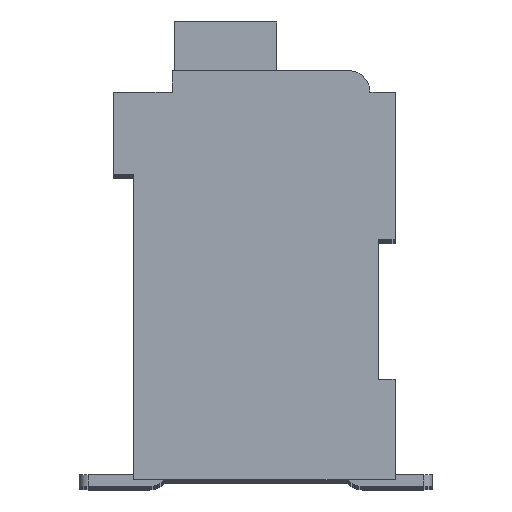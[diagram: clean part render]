
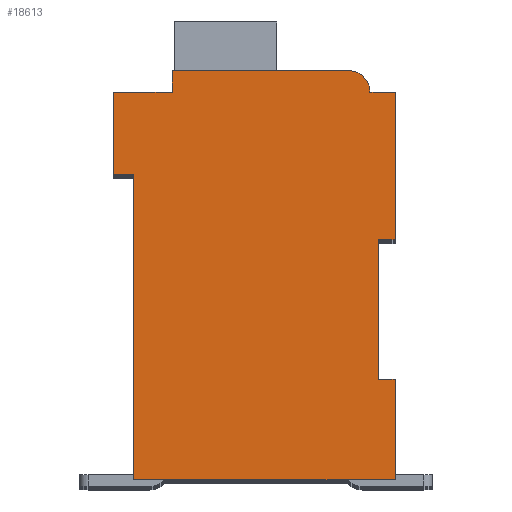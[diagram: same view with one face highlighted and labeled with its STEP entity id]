
A CAD part, top view. The second image highlights one B-rep face of the part: STEP entity #18613.
In plain terms, the highlighted planar face has unit normal (0, 0, 1).
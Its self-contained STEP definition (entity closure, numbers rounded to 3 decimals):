
#4530=DIRECTION('',(1.,0.,0.));
#4531=VECTOR('',#4530,0.5);
#4532=CARTESIAN_POINT('',(7.3,7.15,2.1));
#4533=LINE('',#4532,#4531);
#4534=DIRECTION('',(0.,1.,0.));
#4535=VECTOR('',#4534,4.15);
#4536=CARTESIAN_POINT('',(7.3,3.,2.1));
#4537=LINE('',#4536,#4535);
#4538=DIRECTION('',(-1.,0.,0.));
#4539=VECTOR('',#4538,0.5);
#4540=CARTESIAN_POINT('',(7.8,3.,2.1));
#4541=LINE('',#4540,#4539);
#4542=DIRECTION('',(0.,1.,0.));
#4543=VECTOR('',#4542,3.);
#4544=CARTESIAN_POINT('',(7.8,0.,2.1));
#4545=LINE('',#4544,#4543);
#4546=DIRECTION('',(1.,0.,0.));
#4547=VECTOR('',#4546,7.8);
#4548=CARTESIAN_POINT('',(0.,0.,2.1));
#4549=LINE('',#4548,#4547);
#4550=DIRECTION('',(0.,-1.,0.));
#4551=VECTOR('',#4550,9.1);
#4552=CARTESIAN_POINT('',(0.,9.1,2.1));
#4553=LINE('',#4552,#4551);
#4554=DIRECTION('',(1.,0.,0.));
#4555=VECTOR('',#4554,0.6);
#4556=CARTESIAN_POINT('',(-0.6,9.1,2.1));
#4557=LINE('',#4556,#4555);
#4558=DIRECTION('',(0.,-1.,0.));
#4559=VECTOR('',#4558,2.45);
#4560=CARTESIAN_POINT('',(-0.6,11.55,2.1));
#4561=LINE('',#4560,#4559);
#4562=DIRECTION('',(-1.,0.,0.));
#4563=VECTOR('',#4562,1.75);
#4564=CARTESIAN_POINT('',(1.15,11.55,2.1));
#4565=LINE('',#4564,#4563);
#4566=DIRECTION('',(0.,-1.,0.));
#4567=VECTOR('',#4566,0.65);
#4568=CARTESIAN_POINT('',(1.15,12.2,2.1));
#4569=LINE('',#4568,#4567);
#4570=DIRECTION('',(-1.,0.,0.));
#4571=VECTOR('',#4570,5.25);
#4572=CARTESIAN_POINT('',(6.4,12.2,2.1));
#4573=LINE('',#4572,#4571);
#4574=CARTESIAN_POINT('',(6.4,11.55,2.1));
#4575=DIRECTION('',(0.,0.,1.));
#4576=DIRECTION('',(1.,0.,0.));
#4577=AXIS2_PLACEMENT_3D('',#4574,#4575,#4576);
#4579=DIRECTION('',(-1.,0.,0.));
#4580=VECTOR('',#4579,0.75);
#4581=CARTESIAN_POINT('',(7.8,11.55,2.1));
#4582=LINE('',#4581,#4580);
#4583=DIRECTION('',(0.,1.,0.));
#4584=VECTOR('',#4583,4.4);
#4585=CARTESIAN_POINT('',(7.8,7.15,2.1));
#4586=LINE('',#4585,#4584);
#10783=CARTESIAN_POINT('',(7.3,7.15,2.1));
#10784=CARTESIAN_POINT('',(7.8,7.15,2.1));
#10785=VERTEX_POINT('',#10783);
#10786=VERTEX_POINT('',#10784);
#10787=CARTESIAN_POINT('',(7.8,11.55,2.1));
#10788=VERTEX_POINT('',#10787);
#10789=CARTESIAN_POINT('',(7.05,11.55,2.1));
#10790=VERTEX_POINT('',#10789);
#10791=CARTESIAN_POINT('',(6.4,12.2,2.1));
#10792=VERTEX_POINT('',#10791);
#10793=CARTESIAN_POINT('',(1.15,12.2,2.1));
#10794=VERTEX_POINT('',#10793);
#10795=CARTESIAN_POINT('',(1.15,11.55,2.1));
#10796=VERTEX_POINT('',#10795);
#10797=CARTESIAN_POINT('',(-0.6,11.55,2.1));
#10798=VERTEX_POINT('',#10797);
#10799=CARTESIAN_POINT('',(-0.6,9.1,2.1));
#10800=VERTEX_POINT('',#10799);
#10801=CARTESIAN_POINT('',(0.,9.1,2.1));
#10802=VERTEX_POINT('',#10801);
#10803=CARTESIAN_POINT('',(0.,0.,2.1));
#10804=VERTEX_POINT('',#10803);
#10805=CARTESIAN_POINT('',(7.8,0.,2.1));
#10806=VERTEX_POINT('',#10805);
#10807=CARTESIAN_POINT('',(7.8,3.,2.1));
#10808=VERTEX_POINT('',#10807);
#10809=CARTESIAN_POINT('',(7.3,3.,2.1));
#10810=VERTEX_POINT('',#10809);
#18592=CARTESIAN_POINT('',(0.,0.,2.1));
#18593=DIRECTION('',(0.,0.,1.));
#18594=DIRECTION('',(1.,0.,0.));
#18595=AXIS2_PLACEMENT_3D('',#18592,#18593,#18594);
#18596=PLANE('',#18595);
#18597=ORIENTED_EDGE('',*,*,#14184,.F.);
#18598=ORIENTED_EDGE('',*,*,#14710,.F.);
#18599=ORIENTED_EDGE('',*,*,#15118,.F.);
#18600=ORIENTED_EDGE('',*,*,#15383,.F.);
#18601=ORIENTED_EDGE('',*,*,#15696,.F.);
#18602=ORIENTED_EDGE('',*,*,#16150,.F.);
#18603=ORIENTED_EDGE('',*,*,#16300,.F.);
#18604=ORIENTED_EDGE('',*,*,#16601,.F.);
#18605=ORIENTED_EDGE('',*,*,#16949,.F.);
#18606=ORIENTED_EDGE('',*,*,#17462,.F.);
#18607=ORIENTED_EDGE('',*,*,#17860,.F.);
#18608=ORIENTED_EDGE('',*,*,#17000,.F.);
#18609=ORIENTED_EDGE('',*,*,#17313,.F.);
#18610=ORIENTED_EDGE('',*,*,#14605,.F.);
#18611=EDGE_LOOP('',(#18597,#18598,#18599,#18600,#18601,#18602,#18603,#18604,
#18605,#18606,#18607,#18608,#18609,#18610));
#18612=FACE_OUTER_BOUND('',#18611,.F.);
#4578=CIRCLE('',#4577,0.65);
#14184=EDGE_CURVE('',#10785,#10786,#4533,.T.);
#14605=EDGE_CURVE('',#10786,#10788,#4586,.T.);
#14710=EDGE_CURVE('',#10810,#10785,#4537,.T.);
#15118=EDGE_CURVE('',#10808,#10810,#4541,.T.);
#15383=EDGE_CURVE('',#10806,#10808,#4545,.T.);
#15696=EDGE_CURVE('',#10804,#10806,#4549,.T.);
#16150=EDGE_CURVE('',#10802,#10804,#4553,.T.);
#16300=EDGE_CURVE('',#10800,#10802,#4557,.T.);
#16601=EDGE_CURVE('',#10798,#10800,#4561,.T.);
#16949=EDGE_CURVE('',#10796,#10798,#4565,.T.);
#17000=EDGE_CURVE('',#10790,#10792,#4578,.T.);
#17313=EDGE_CURVE('',#10788,#10790,#4582,.T.);
#17462=EDGE_CURVE('',#10794,#10796,#4569,.T.);
#17860=EDGE_CURVE('',#10792,#10794,#4573,.T.);
#18613=ADVANCED_FACE('',(#18612),#18596,.T.);
